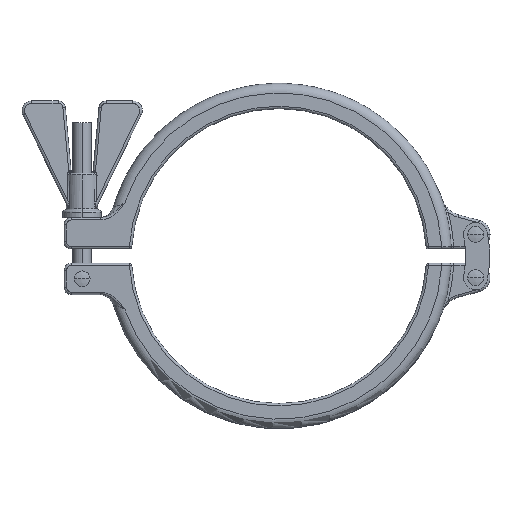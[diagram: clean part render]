
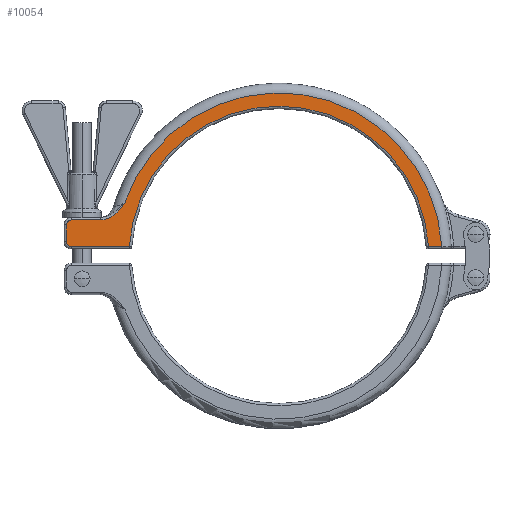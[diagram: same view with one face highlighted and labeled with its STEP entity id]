
A CAD part, top view. The second image highlights one B-rep face of the part: STEP entity #10054.
In plain terms, the highlighted planar face has unit normal (0, 0, 1).
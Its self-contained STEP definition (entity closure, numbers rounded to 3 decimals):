
#234 = CARTESIAN_POINT ( 'NONE',  ( 0., 0., 8.5 ) ) ;
#877 = B_SPLINE_CURVE_WITH_KNOTS ( 'NONE', 3,
 ( #9377, #1339, #2510, #8436, #9698, #8278, #13073, #15532, #6051, #13300, #11885, #4892, #14503, #2285, #2594, #4965 ),
 .UNSPECIFIED., .F., .F.,
 ( 4, 2, 2, 2, 2, 2, 2, 4 ),
 ( 0., 0.003, 0.006, 0.008, 0.01, 0.01, 0.011, 0.013 ),
 .UNSPECIFIED. ) ;
#878 = VECTOR ( 'NONE', #10112, 1000. ) ;
#1048 = VERTEX_POINT ( 'NONE', #8250 ) ;
#1096 = CARTESIAN_POINT ( 'NONE',  ( 62.222, 4., 8.5 ) ) ;
#1339 = CARTESIAN_POINT ( 'NONE',  ( -64.831, 21.162, 8.5 ) ) ;
#1607 = ORIENTED_EDGE ( 'NONE', *, *, #12681, .T. ) ;
#1622 = CIRCLE ( 'NONE', #3396, 62.35 ) ;
#1682 = EDGE_CURVE ( 'NONE', #11412, #6772, #8828, .T. ) ;
#1814 = DIRECTION ( 'NONE',  ( 1., 0., 0. ) ) ;
#2285 = CARTESIAN_POINT ( 'NONE',  ( -73.134, 15.055, 8.5 ) ) ;
#2467 = EDGE_CURVE ( 'NONE', #6772, #4686, #15124, .T. ) ;
#2510 = CARTESIAN_POINT ( 'NONE',  ( -65.473, 20.319, 8.5 ) ) ;
#2594 = CARTESIAN_POINT ( 'NONE',  ( -73.66, 15., 8.5 ) ) ;
#3396 = AXIS2_PLACEMENT_3D ( 'NONE', #234, #7620, #11170 ) ;
#3424 = DIRECTION ( 'NONE',  ( 1., 0., 0. ) ) ;
#3495 = CARTESIAN_POINT ( 'NONE',  ( -86.35, 15., 8.5 ) ) ;
#3991 = EDGE_CURVE ( 'NONE', #1048, #14031, #13400, .T. ) ;
#4102 = DIRECTION ( 'NONE',  ( 1., 0., 0. ) ) ;
#4588 = CIRCLE ( 'NONE', #6879, 2. ) ;
#4595 = CARTESIAN_POINT ( 'NONE',  ( 0., 0., 8.5 ) ) ;
#4686 = VERTEX_POINT ( 'NONE', #8554 ) ;
#4892 = CARTESIAN_POINT ( 'NONE',  ( -72.101, 15.277, 8.5 ) ) ;
#4965 = CARTESIAN_POINT ( 'NONE',  ( -74.196, 15., 8.5 ) ) ;
#5097 = EDGE_CURVE ( 'NONE', #14031, #14822, #877, .T. ) ;
#5206 = CARTESIAN_POINT ( 'NONE',  ( -86.35, 13., 8.5 ) ) ;
#5253 = EDGE_CURVE ( 'NONE', #11286, #9283, #1622, .T. ) ;
#5440 = DIRECTION ( 'NONE',  ( 0., 0., 1. ) ) ;
#5719 = CARTESIAN_POINT ( 'NONE',  ( -88.35, 6., 8.5 ) ) ;
#6051 = CARTESIAN_POINT ( 'NONE',  ( -70.598, 15.821, 8.5 ) ) ;
#6365 = LINE ( 'NONE', #13608, #13418 ) ;
#6410 = DIRECTION ( 'NONE',  ( 0., 0., 1. ) ) ;
#6592 = AXIS2_PLACEMENT_3D ( 'NONE', #4595, #9398, #3424 ) ;
#6772 = VERTEX_POINT ( 'NONE', #5719 ) ;
#6879 = AXIS2_PLACEMENT_3D ( 'NONE', #5206, #5440, #1814 ) ;
#7434 = PLANE ( 'NONE',  #10388 ) ;
#7506 = CARTESIAN_POINT ( 'NONE',  ( 67.784, 4., 8.5 ) ) ;
#7620 = DIRECTION ( 'NONE',  ( 0., 0., -1. ) ) ;
#8250 = CARTESIAN_POINT ( 'NONE',  ( 67.732, 4., 8.5 ) ) ;
#8278 = CARTESIAN_POINT ( 'NONE',  ( -68.787, 16.932, 8.5 ) ) ;
#8339 = AXIS2_PLACEMENT_3D ( 'NONE', #15079, #6410, #13905 ) ;
#8354 = ORIENTED_EDGE ( 'NONE', *, *, #3991, .T. ) ;
#8436 = CARTESIAN_POINT ( 'NONE',  ( -66.838, 18.709, 8.5 ) ) ;
#8551 = VERTEX_POINT ( 'NONE', #14700 ) ;
#8554 = CARTESIAN_POINT ( 'NONE',  ( -86.35, 4., 8.5 ) ) ;
#8828 = LINE ( 'NONE', #12600, #15099 ) ;
#9283 = VERTEX_POINT ( 'NONE', #1096 ) ;
#9377 = CARTESIAN_POINT ( 'NONE',  ( -64.184, 22., 8.5 ) ) ;
#9398 = DIRECTION ( 'NONE',  ( 0., 0., 1. ) ) ;
#9698 = CARTESIAN_POINT ( 'NONE',  ( -67.56, 17.944, 8.5 ) ) ;
#9836 = ORIENTED_EDGE ( 'NONE', *, *, #2467, .T. ) ;
#9945 = DIRECTION ( 'NONE',  ( 0., -1., 0. ) ) ;
#9993 = CARTESIAN_POINT ( 'NONE',  ( -64.184, 22., 8.5 ) ) ;
#10054 = ADVANCED_FACE ( 'NONE', ( #12151 ), #7434, .T. ) ;
#10084 = DIRECTION ( 'NONE',  ( 0., 0., 1. ) ) ;
#10112 = DIRECTION ( 'NONE',  ( 1., 0., 0. ) ) ;
#10388 = AXIS2_PLACEMENT_3D ( 'NONE', #11331, #10084, #4102 ) ;
#10888 = EDGE_LOOP ( 'NONE', ( #8354, #11364, #12270, #14372, #11551, #9836, #1607, #12702, #14784 ) ) ;
#11113 = EDGE_CURVE ( 'NONE', #14822, #8551, #15386, .T. ) ;
#11170 = DIRECTION ( 'NONE',  ( 1., 0., 0. ) ) ;
#11175 = DIRECTION ( 'NONE',  ( 1., 0., 0. ) ) ;
#11228 = EDGE_CURVE ( 'NONE', #8551, #11412, #4588, .T. ) ;
#11286 = VERTEX_POINT ( 'NONE', #14121 ) ;
#11331 = CARTESIAN_POINT ( 'NONE',  ( 0., 0., 8.5 ) ) ;
#11364 = ORIENTED_EDGE ( 'NONE', *, *, #5097, .T. ) ;
#11412 = VERTEX_POINT ( 'NONE', #14625 ) ;
#11551 = ORIENTED_EDGE ( 'NONE', *, *, #1682, .T. ) ;
#11885 = CARTESIAN_POINT ( 'NONE',  ( -71.592, 15.431, 8.5 ) ) ;
#12151 = FACE_OUTER_BOUND ( 'NONE', #10888, .T. ) ;
#12270 = ORIENTED_EDGE ( 'NONE', *, *, #11113, .T. ) ;
#12282 = CARTESIAN_POINT ( 'NONE',  ( -74.196, 15., 8.5 ) ) ;
#12600 = CARTESIAN_POINT ( 'NONE',  ( -88.35, 6., 8.5 ) ) ;
#12681 = EDGE_CURVE ( 'NONE', #4686, #11286, #6365, .T. ) ;
#12702 = ORIENTED_EDGE ( 'NONE', *, *, #5253, .T. ) ;
#13073 = CARTESIAN_POINT ( 'NONE',  ( -69.222, 16.617, 8.5 ) ) ;
#13300 = CARTESIAN_POINT ( 'NONE',  ( -71.339, 15.521, 8.5 ) ) ;
#13400 = CIRCLE ( 'NONE', #6592, 67.85 ) ;
#13418 = VECTOR ( 'NONE', #11175, 1000. ) ;
#13496 = LINE ( 'NONE', #7506, #878 ) ;
#13608 = CARTESIAN_POINT ( 'NONE',  ( -61.277, 4., 8.5 ) ) ;
#13624 = EDGE_CURVE ( 'NONE', #9283, #1048, #13496, .T. ) ;
#13905 = DIRECTION ( 'NONE',  ( 1., 0., 0. ) ) ;
#14031 = VERTEX_POINT ( 'NONE', #9993 ) ;
#14121 = CARTESIAN_POINT ( 'NONE',  ( -62.222, 4., 8.5 ) ) ;
#14372 = ORIENTED_EDGE ( 'NONE', *, *, #11228, .T. ) ;
#14428 = VECTOR ( 'NONE', #15243, 1000. ) ;
#14503 = CARTESIAN_POINT ( 'NONE',  ( -72.357, 15.212, 8.5 ) ) ;
#14625 = CARTESIAN_POINT ( 'NONE',  ( -88.35, 13., 8.5 ) ) ;
#14700 = CARTESIAN_POINT ( 'NONE',  ( -86.35, 15., 8.5 ) ) ;
#14784 = ORIENTED_EDGE ( 'NONE', *, *, #13624, .T. ) ;
#14822 = VERTEX_POINT ( 'NONE', #12282 ) ;
#15079 = CARTESIAN_POINT ( 'NONE',  ( -86.35, 6., 8.5 ) ) ;
#15099 = VECTOR ( 'NONE', #9945, 1000. ) ;
#15124 = CIRCLE ( 'NONE', #8339, 2. ) ;
#15243 = DIRECTION ( 'NONE',  ( -1., 0., 0. ) ) ;
#15386 = LINE ( 'NONE', #3495, #14428 ) ;
#15532 = CARTESIAN_POINT ( 'NONE',  ( -70.126, 16.062, 8.5 ) ) ;
